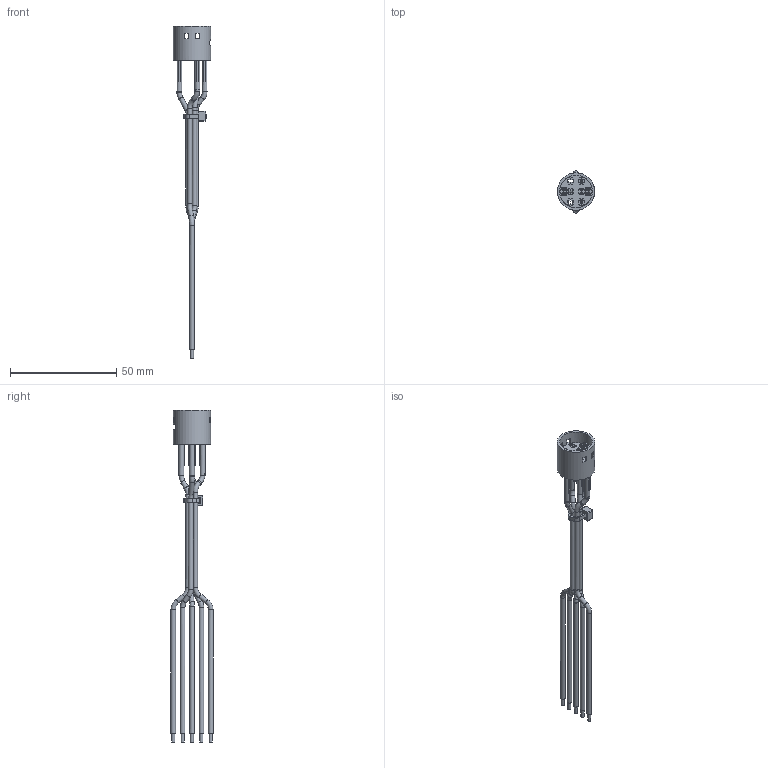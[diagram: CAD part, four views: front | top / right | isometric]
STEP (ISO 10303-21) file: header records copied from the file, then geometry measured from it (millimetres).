
FILE_DESCRIPTION(/* description */ ('','CAx-IF Rec.Pracs.---Representation and Presentation of Product Manufacturing Information (PMI)---4.0---2014-10-13'),/* implementation_level */ '2;1');
FILE_NAME(/* name */ 'PVP4WS3.stp',/* time_stamp */ '2019-06-11T09:02:38-05:00',/* author */ ('mroman'),/* organization */ (''),/* preprocessor_version */ 'ST-DEVELOPER v17',/* originating_system */ 'Autodesk Inventor 2018',/* authorisation */ '');
FILE_SCHEMA (('AP242_MANAGED_MODEL_BASED_3D_ENGINEERING_MIM_LF { 1 0 10303 442 1 1 4 }'));
Length unit declared in the file: millimetre
Products named in the file (1): PVP4WS3
Bounding box: 17.6 x 19.8 x 156 mm (x, y, z)
Volume: 5262 mm3; surface area: 7758.6 mm2
Topology: 1 solids, 1 shells, 662 faces, 1921 edges, 1261 vertices
Faces by surface type: plane 493, cylinder 73, bspline 53, torus 27, sphere 8, cone 8
Full cylindrical faces by diameter (mm): 1.5 x5, 2.2 x21, 2.4 x5, 15.4 x1, 17.6 x1
Entity records: 23084 total; most frequent: CARTESIAN_POINT 5524, ORIENTED_EDGE 3842, DIRECTION 3356, EDGE_CURVE 1921, LINE 1462, VECTOR 1462, VERTEX_POINT 1261, AXIS2_PLACEMENT_3D 951
